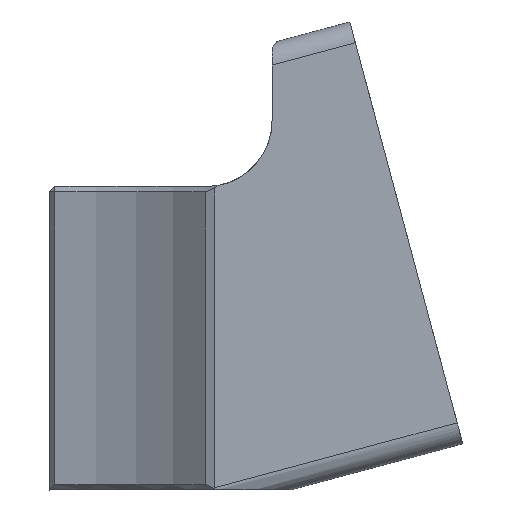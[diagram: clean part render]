
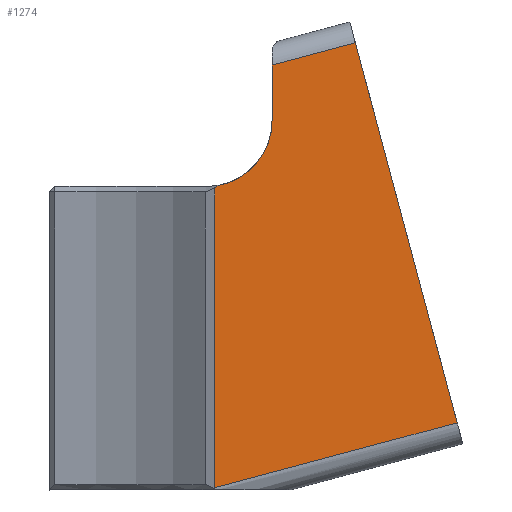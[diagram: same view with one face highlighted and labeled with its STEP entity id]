
A CAD part, left-side view. The second image highlights one B-rep face of the part: STEP entity #1274.
In plain terms, the highlighted planar face has unit normal (-1, 0, 0).
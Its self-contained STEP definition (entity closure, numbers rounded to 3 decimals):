
#21=(
BOUNDED_CURVE()
B_SPLINE_CURVE(2,(#2610,#2611,#2612),.UNSPECIFIED.,.F.,.F.)
B_SPLINE_CURVE_WITH_KNOTS((3,3),(1.033,1.059),
 .UNSPECIFIED.)
CURVE()
GEOMETRIC_REPRESENTATION_ITEM()
RATIONAL_B_SPLINE_CURVE((1.01,1.01,1.01))
REPRESENTATION_ITEM('')
);
#22=(
BOUNDED_CURVE()
B_SPLINE_CURVE(2,(#2613,#2614,#2615),.UNSPECIFIED.,.F.,.F.)
B_SPLINE_CURVE_WITH_KNOTS((3,3),(8.919,8.936),
 .UNSPECIFIED.)
CURVE()
GEOMETRIC_REPRESENTATION_ITEM()
RATIONAL_B_SPLINE_CURVE((1.594,1.592,1.59))
REPRESENTATION_ITEM('')
);
#101=CIRCLE('',#1384,6.);
#140=FACE_OUTER_BOUND('',#214,.T.);
#214=EDGE_LOOP('',(#969,#970,#971,#972,#973,#974,#975,#976));
#352=LINE('',#2190,#450);
#355=LINE('',#2618,#453);
#356=LINE('',#2620,#454);
#357=LINE('',#2622,#455);
#358=LINE('',#2623,#456);
#450=VECTOR('',#1595,10.);
#453=VECTOR('',#1608,10.);
#454=VECTOR('',#1609,10.);
#455=VECTOR('',#1610,10.);
#456=VECTOR('',#1611,10.);
#576=VERTEX_POINT('',#2159);
#577=VERTEX_POINT('',#2166);
#579=VERTEX_POINT('',#2189);
#587=VERTEX_POINT('',#2605);
#588=VERTEX_POINT('',#2609);
#589=VERTEX_POINT('',#2617);
#590=VERTEX_POINT('',#2619);
#591=VERTEX_POINT('',#2621);
#719=EDGE_CURVE('',#577,#576,#101,.F.);
#723=EDGE_CURVE('',#577,#579,#352,.T.);
#733=EDGE_CURVE('',#588,#587,#21,.T.);
#734=EDGE_CURVE('',#576,#588,#22,.F.);
#735=EDGE_CURVE('',#589,#587,#355,.T.);
#736=EDGE_CURVE('',#590,#589,#356,.T.);
#737=EDGE_CURVE('',#591,#590,#357,.T.);
#738=EDGE_CURVE('',#579,#591,#358,.T.);
#969=ORIENTED_EDGE('',*,*,#733,.T.);
#970=ORIENTED_EDGE('',*,*,#735,.F.);
#971=ORIENTED_EDGE('',*,*,#736,.F.);
#972=ORIENTED_EDGE('',*,*,#737,.F.);
#973=ORIENTED_EDGE('',*,*,#738,.F.);
#974=ORIENTED_EDGE('',*,*,#723,.F.);
#975=ORIENTED_EDGE('',*,*,#719,.T.);
#976=ORIENTED_EDGE('',*,*,#734,.T.);
#1223=PLANE('',#1390);
#1274=ADVANCED_FACE('',(#140),#1223,.T.);
#1384=AXIS2_PLACEMENT_3D('',#2167,#1590,#1591);
#1390=AXIS2_PLACEMENT_3D('',#2616,#1606,#1607);
#1590=DIRECTION('center_axis',(-1.,0.,0.));
#1591=DIRECTION('ref_axis',(0.,-0.5,-0.866));
#1595=DIRECTION('',(0.,-0.259,0.966));
#1606=DIRECTION('center_axis',(-1.,0.,0.));
#1607=DIRECTION('ref_axis',(0.,0.,
1.));
#1608=DIRECTION('',(0.,-0.259,0.966));
#1609=DIRECTION('',(0.,1.,0.));
#1610=DIRECTION('',(0.,0.,-1.));
#1611=DIRECTION('',(0.,-1.,0.));
#2159=CARTESIAN_POINT('',(-20.,3.778,22.662));
#2166=CARTESIAN_POINT('',(-20.,-2.528,27.087));
#2167=CARTESIAN_POINT('Origin',(-20.,3.267,28.64));
#2189=CARTESIAN_POINT('',(-20.,-3.855,32.038));
#2190=CARTESIAN_POINT('',(-20.,2.179,9.52));
#2605=CARTESIAN_POINT('',(-20.,4.146,22.52));
#2609=CARTESIAN_POINT('',(-20.,3.925,22.605));
#2610=CARTESIAN_POINT('Ctrl Pts',(-20.,3.925,22.605));
#2611=CARTESIAN_POINT('Ctrl Pts',(-20.,4.036,22.562));
#2612=CARTESIAN_POINT('Ctrl Pts',(-20.,4.146,22.52));
#2613=CARTESIAN_POINT('Ctrl Pts',(-20.,3.925,22.605));
#2614=CARTESIAN_POINT('Ctrl Pts',(-20.,3.852,22.634));
#2615=CARTESIAN_POINT('Ctrl Pts',(-20.,3.778,22.662));
#2616=CARTESIAN_POINT('Origin',(-20.,-11.746,-6.));
#2617=CARTESIAN_POINT('',(-20.,11.252,-4.));
#2618=CARTESIAN_POINT('',(-20.,5.616,17.033));
#2619=CARTESIAN_POINT('',(-20.,-11.746,-4.));
#2620=CARTESIAN_POINT('',(-20.,-11.746,-4.));
#2621=CARTESIAN_POINT('',(-20.,-11.746,32.038));
#2622=CARTESIAN_POINT('',(-20.,-11.746,34.));
#2623=CARTESIAN_POINT('',(-20.,-11.746,32.038));
